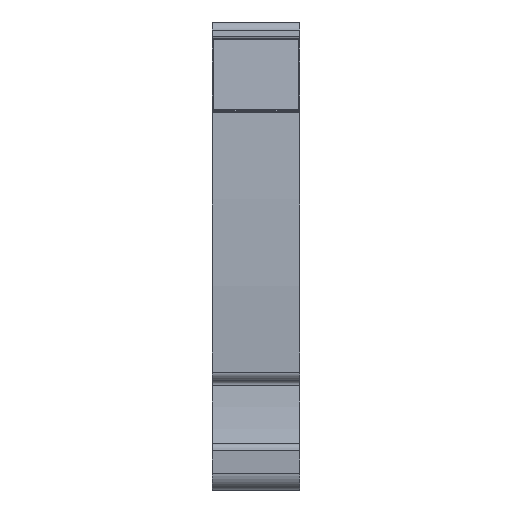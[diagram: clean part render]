
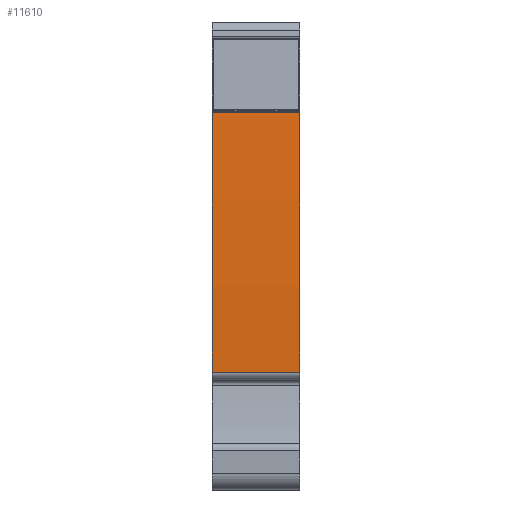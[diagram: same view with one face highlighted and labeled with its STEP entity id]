
A CAD part, front view. The second image highlights one B-rep face of the part: STEP entity #11610.
In plain terms, the highlighted cylindrical face has radius 240 mm (diameter 480 mm), a partial arc.
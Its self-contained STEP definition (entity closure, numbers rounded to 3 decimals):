
#2779=AXIS2_PLACEMENT_3D('Circle Axis2P3D',#2777,#2778,$) ;
#4122=AXIS2_PLACEMENT_3D('Circle Axis2P3D',#4120,#4121,$) ;
#11597=AXIS2_PLACEMENT_3D('Cylinder Axis2P3D',#11594,#11595,#11596) ;
#2774=CARTESIAN_POINT('Vertex',(0.,1.527,13.395)) ;
#2777=CARTESIAN_POINT('Axis2P3D Location',(0.,241.169,26.5)) ;
#2781=CARTESIAN_POINT('Vertex',(0.,1.73,42.906)) ;
#4117=CARTESIAN_POINT('Vertex',(10.,1.73,42.906)) ;
#4120=CARTESIAN_POINT('Axis2P3D Location',(10.,241.169,26.5)) ;
#4124=CARTESIAN_POINT('Vertex',(10.,1.527,13.395)) ;
#11581=CARTESIAN_POINT('Line Origine',(5.,1.527,13.395)) ;
#11594=CARTESIAN_POINT('Axis2P3D Location',(5.,241.169,26.5)) ;
#11599=CARTESIAN_POINT('Line Origine',(5.,1.73,42.906)) ;
#2778=DIRECTION('Axis2P3D Direction',(1.,0.,0.)) ;
#4121=DIRECTION('Axis2P3D Direction',(1.,0.,0.)) ;
#11582=DIRECTION('Vector Direction',(1.,0.,0.)) ;
#11595=DIRECTION('Axis2P3D Direction',(1.,0.,0.)) ;
#11596=DIRECTION('Axis2P3D XDirection',(0.,-0.994,0.107)) ;
#11600=DIRECTION('Vector Direction',(1.,0.,0.)) ;
#11583=VECTOR('Line Direction',#11582,1.) ;
#11601=VECTOR('Line Direction',#11600,1.) ;
#11605=ORIENTED_EDGE('',*,*,#2783,.T.) ;
#11606=ORIENTED_EDGE('',*,*,#11585,.T.) ;
#11607=ORIENTED_EDGE('',*,*,#4126,.F.) ;
#11608=ORIENTED_EDGE('',*,*,#11603,.T.) ;
#11610=ADVANCED_FACE('MLD',(#11609),#11598,.T.) ;
#2780=CIRCLE('generated circle',#2779,240.) ;
#4123=CIRCLE('generated circle',#4122,240.) ;
#11598=CYLINDRICAL_SURFACE('generated cylinder',#11597,240.) ;
#2783=EDGE_CURVE('',#2782,#2775,#2780,.T.) ;
#4126=EDGE_CURVE('',#4118,#4125,#4123,.T.) ;
#11585=EDGE_CURVE('',#2775,#4125,#11584,.T.) ;
#11603=EDGE_CURVE('',#4118,#2782,#11602,.F.) ;
#11604=EDGE_LOOP('',(#11605,#11606,#11607,#11608)) ;
#11609=FACE_OUTER_BOUND('',#11604,.T.) ;
#11584=LINE('Line',#11581,#11583) ;
#11602=LINE('Line',#11599,#11601) ;
#2775=VERTEX_POINT('',#2774) ;
#2782=VERTEX_POINT('',#2781) ;
#4118=VERTEX_POINT('',#4117) ;
#4125=VERTEX_POINT('',#4124) ;
